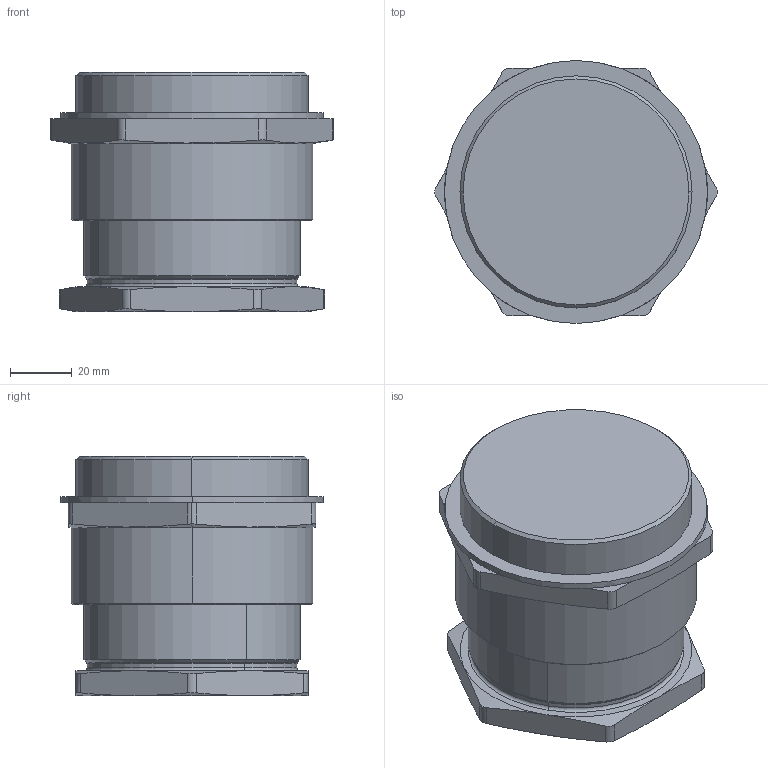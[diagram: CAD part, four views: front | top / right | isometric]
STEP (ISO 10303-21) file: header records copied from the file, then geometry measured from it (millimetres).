
FILE_DESCRIPTION (( 'STEP AP203' ), '1' );
FILE_NAME ('KH8MHK.STEP', '2023-03-30T09:10:02', ( '' ), ( '' ), 'SwSTEP 2.0', 'SolidWorks 2022', '' );
FILE_SCHEMA (( 'CONFIG_CONTROL_DESIGN' ));
Length unit declared in the file: millimetre
Products named in the file (1): KH8MHK
Bounding box: 91.37 x 85 x 77.3 mm (x, y, z)
Volume: 351988.5 mm3; surface area: 32114.4 mm2
Topology: 1 solids, 1 shells, 78 faces, 180 edges, 107 vertices
Faces by surface type: plane 29, cylinder 23, cone 22, torus 4
Entity records: 2790 total; most frequent: CARTESIAN_POINT 1000, ORIENTED_EDGE 360, DIRECTION 355, EDGE_CURVE 180, AXIS2_PLACEMENT_3D 146, VERTEX_POINT 107, EDGE_LOOP 81, FACE_OUTER_BOUND 78
